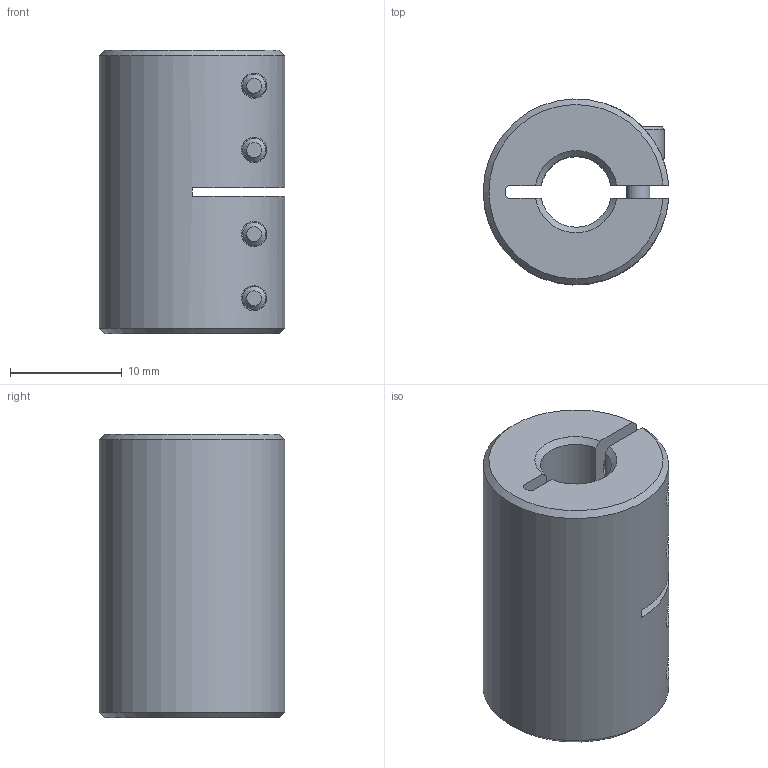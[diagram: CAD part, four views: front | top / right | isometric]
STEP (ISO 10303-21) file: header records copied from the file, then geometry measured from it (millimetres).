
FILE_DESCRIPTION(/* description */ (''),/* implementation_level */ '2;1');
FILE_NAME(/* name */ 'MISC_Coupling_CLX-4-4-A.ipt.step',/* time_stamp */ '2014-01-07T11:09:45-08:00',/* author */ ('Autodesk Inc.'),/* organization */ ('Autodesk Inc.'),/* preprocessor_version */ 'ST-DEVELOPER v15.2',/* originating_system */ 'Autodesk Inventor 2014',/* authorisation */ '');
FILE_SCHEMA (('CONFIG_CONTROL_DESIGN','AUTOMOTIVE_DESIGN { 1 0 10303 214 3 1 1 }'));
Length unit declared in the file: millimetre
Products named in the file (1): MISC_Coupling_CLX-4-4-A
Bounding box: 16.62 x 16.64 x 25.4 mm (x, y, z)
Volume: 4251.3 mm3; surface area: 3402 mm2
Topology: 1 solids, 1 shells, 102 faces, 240 edges, 156 vertices
Faces by surface type: plane 65, cylinder 23, cone 14
Full cylindrical faces by diameter (mm): 2.088 x4, 2.261 x4, 3.048 x4, 4.648 x4
Entity records: 3181 total; most frequent: CARTESIAN_POINT 795, DIRECTION 458, ORIENTED_EDGE 424, EDGE_CURVE 212, AXIS2_PLACEMENT_3D 167, VERTEX_POINT 152, EDGE_LOOP 150, LINE 124
